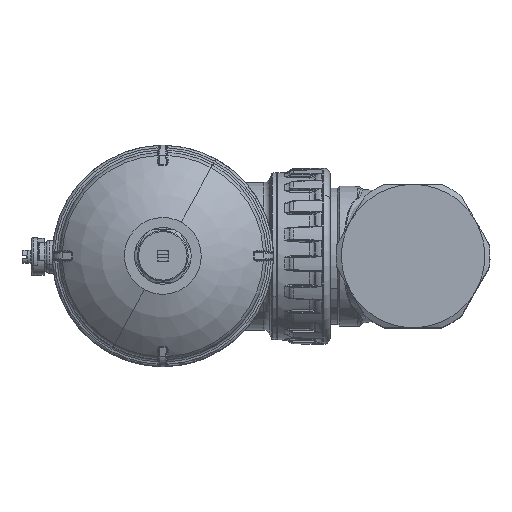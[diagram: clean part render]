
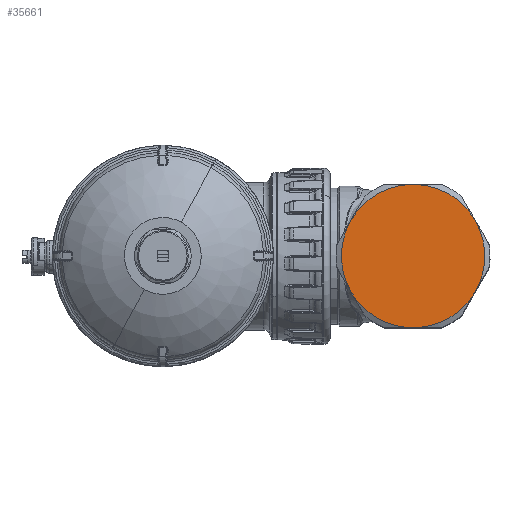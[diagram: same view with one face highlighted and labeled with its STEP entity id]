
A CAD part, top view. The second image highlights one B-rep face of the part: STEP entity #35661.
In plain terms, the highlighted planar face has unit normal (0, 0, 1).
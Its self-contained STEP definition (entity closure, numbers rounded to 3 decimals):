
#34477=CARTESIAN_POINT('Vertex',(89.155,-17.,70.)) ;
#34558=CARTESIAN_POINT('Vertex',(118.6,34.,70.)) ;
#34668=CARTESIAN_POINT('Vertex',(89.155,17.,70.)) ;
#34732=CARTESIAN_POINT('Vertex',(118.6,-34.,70.)) ;
#35234=CARTESIAN_POINT('Axis2P3D Location',(118.6,0.,70.)) ;
#35248=CARTESIAN_POINT('Axis2P3D Location',(118.6,0.,70.)) ;
#35252=CARTESIAN_POINT('Vertex',(88.762,16.3,70.)) ;
#35270=CARTESIAN_POINT('Axis2P3D Location',(118.6,0.,70.)) ;
#35287=CARTESIAN_POINT('Vertex',(148.045,17.,70.)) ;
#35290=CARTESIAN_POINT('Axis2P3D Location',(118.6,0.,70.)) ;
#35304=CARTESIAN_POINT('Axis2P3D Location',(118.6,0.,70.)) ;
#35439=CARTESIAN_POINT('Vertex',(148.045,-17.,70.)) ;
#35442=CARTESIAN_POINT('Axis2P3D Location',(118.6,0.,70.)) ;
#35627=CARTESIAN_POINT('Vertex',(148.438,-16.3,70.)) ;
#35630=CARTESIAN_POINT('Axis2P3D Location',(118.6,0.,70.)) ;
#35641=CARTESIAN_POINT('Axis2P3D Location',(152.6,0.,70.)) ;
#35646=CARTESIAN_POINT('Axis2P3D Location',(118.6,0.,70.)) ;
#35235=DIRECTION('Axis2P3D Direction',(0.,0.,1.)) ;
#35249=DIRECTION('Axis2P3D Direction',(0.,0.,1.)) ;
#35271=DIRECTION('Axis2P3D Direction',(0.,0.,1.)) ;
#35291=DIRECTION('Axis2P3D Direction',(0.,0.,1.)) ;
#35305=DIRECTION('Axis2P3D Direction',(0.,0.,1.)) ;
#35443=DIRECTION('Axis2P3D Direction',(0.,0.,1.)) ;
#35631=DIRECTION('Axis2P3D Direction',(0.,0.,1.)) ;
#35642=DIRECTION('Axis2P3D Direction',(0.,0.,-1.)) ;
#35643=DIRECTION('Axis2P3D XDirection',(1.,0.,0.)) ;
#35647=DIRECTION('Axis2P3D Direction',(0.,0.,-1.)) ;
#35236=AXIS2_PLACEMENT_3D('Circle Axis2P3D',#35234,#35235,$) ;
#35250=AXIS2_PLACEMENT_3D('Circle Axis2P3D',#35248,#35249,$) ;
#35272=AXIS2_PLACEMENT_3D('Circle Axis2P3D',#35270,#35271,$) ;
#35292=AXIS2_PLACEMENT_3D('Circle Axis2P3D',#35290,#35291,$) ;
#35306=AXIS2_PLACEMENT_3D('Circle Axis2P3D',#35304,#35305,$) ;
#35444=AXIS2_PLACEMENT_3D('Circle Axis2P3D',#35442,#35443,$) ;
#35632=AXIS2_PLACEMENT_3D('Circle Axis2P3D',#35630,#35631,$) ;
#35644=AXIS2_PLACEMENT_3D('Plane Axis2P3D',#35641,#35642,#35643) ;
#35648=AXIS2_PLACEMENT_3D('Circle Axis2P3D',#35646,#35647,$) ;
#35237=CIRCLE('generated circle',#35236,34.) ;
#35251=CIRCLE('generated circle',#35250,34.) ;
#35273=CIRCLE('generated circle',#35272,34.) ;
#35293=CIRCLE('generated circle',#35292,34.) ;
#35307=CIRCLE('generated circle',#35306,34.) ;
#35445=CIRCLE('generated circle',#35444,34.) ;
#35633=CIRCLE('generated circle',#35632,34.) ;
#35649=CIRCLE('generated circle',#35648,34.) ;
#35645=PLANE('',#35644) ;
#35238=EDGE_CURVE('',#34733,#34478,#35237,.F.) ;
#35254=EDGE_CURVE('',#34478,#35253,#35251,.F.) ;
#35274=EDGE_CURVE('',#35253,#34669,#35273,.F.) ;
#35294=EDGE_CURVE('',#34559,#35288,#35293,.F.) ;
#35308=EDGE_CURVE('',#34669,#34559,#35307,.F.) ;
#35446=EDGE_CURVE('',#35440,#34733,#35445,.F.) ;
#35634=EDGE_CURVE('',#35628,#35440,#35633,.F.) ;
#35650=EDGE_CURVE('',#35288,#35628,#35649,.T.) ;
#35652=ORIENTED_EDGE('',*,*,#35254,.F.) ;
#35653=ORIENTED_EDGE('',*,*,#35238,.F.) ;
#35654=ORIENTED_EDGE('',*,*,#35446,.F.) ;
#35655=ORIENTED_EDGE('',*,*,#35634,.F.) ;
#35656=ORIENTED_EDGE('',*,*,#35650,.F.) ;
#35657=ORIENTED_EDGE('',*,*,#35294,.F.) ;
#35658=ORIENTED_EDGE('',*,*,#35308,.F.) ;
#35659=ORIENTED_EDGE('',*,*,#35274,.F.) ;
#35651=EDGE_LOOP('',(#35652,#35653,#35654,#35655,#35656,#35657,#35658,#35659)) ;
#34478=VERTEX_POINT('',#34477) ;
#34559=VERTEX_POINT('',#34558) ;
#34669=VERTEX_POINT('',#34668) ;
#34733=VERTEX_POINT('',#34732) ;
#35253=VERTEX_POINT('',#35252) ;
#35288=VERTEX_POINT('',#35287) ;
#35440=VERTEX_POINT('',#35439) ;
#35628=VERTEX_POINT('',#35627) ;
#35661=ADVANCED_FACE('PartBody',(#35660),#35645,.F.) ;
#35660=FACE_OUTER_BOUND('',#35651,.T.) ;
